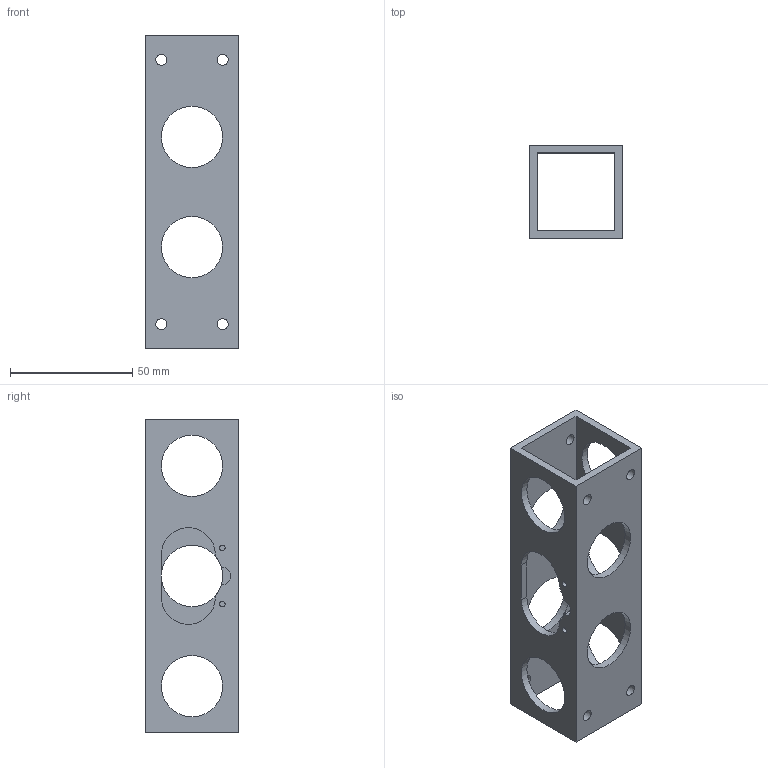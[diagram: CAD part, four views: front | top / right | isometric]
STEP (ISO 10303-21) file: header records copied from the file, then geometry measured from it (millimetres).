
FILE_DESCRIPTION(/* description */ ('STEP AP214'),/* implementation_level */ '2;1');
FILE_NAME(/* name */ '66957d60b3d6787b3fd14093',/* time_stamp */ '2024-07-15T19:49:53Z',/* author */ (''),/* organization */ (''),/* preprocessor_version */ 'ST-DEVELOPER v20',/* originating_system */ ' ',/* authorisation */ ' ');
FILE_SCHEMA (('AUTOMOTIVE_DESIGN {1 0 10303 214 3 1 1}'));
Length unit declared in the file: metre
Products named in the file (1): Allu_Extru_Square
Bounding box: 38.1 x 38.1 x 128 mm (x, y, z)
Volume: 39719.2 mm3; surface area: 28904.8 mm2
Topology: 1 solids, 1 shells, 39 faces, 124 edges, 86 vertices
Faces by surface type: cylinder 26, plane 13
Full cylindrical faces by diameter (mm): 2.261 x2, 4.5 x8, 25 x9
Entity records: 1331 total; most frequent: DIRECTION 227, CARTESIAN_POINT 209, ORIENTED_EDGE 188, EDGE_LOOP 99, FACE_BOUND 99, EDGE_CURVE 94, AXIS2_PLACEMENT_3D 93, VERTEX_POINT 75
